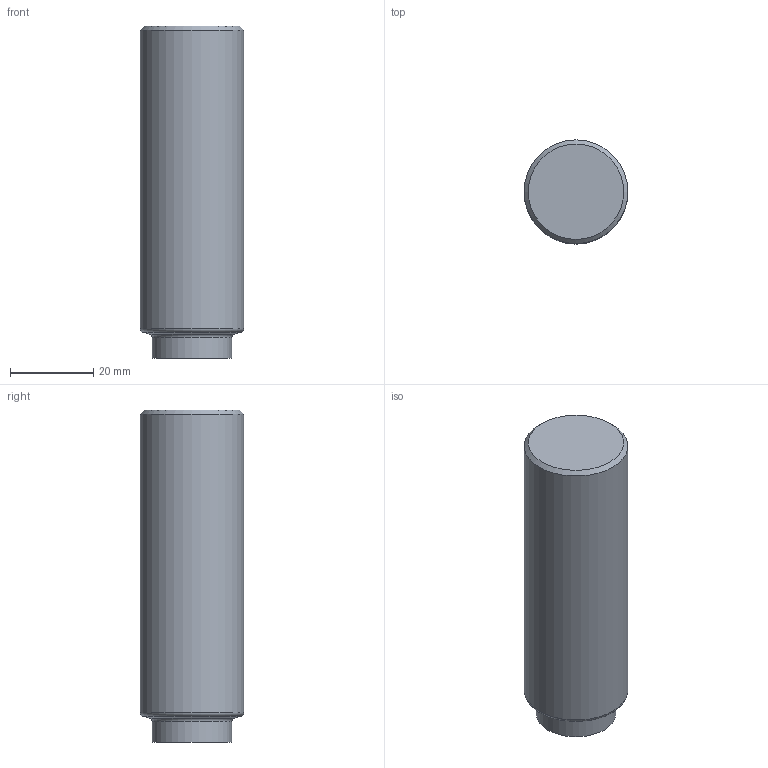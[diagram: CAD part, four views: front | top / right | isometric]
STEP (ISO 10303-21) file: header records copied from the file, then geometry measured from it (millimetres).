
FILE_DESCRIPTION(/* description */ ('3-D model version:1'),/* implementation_level */ '2;1');
FILE_NAME(/* name */ 'E20-A25-SS-080',/* time_stamp */ '2016-12-02T13:55:33',/* author */ ('InteractiveCad'),/* organization */ ('AB Sandvik Coromant'),/* preprocessor_version */ 'ST-DEVELOPER v11',/* originating_system */ 'SIEMENS UGS NX 6.0',/* authorization */ '');
FILE_SCHEMA(('AUTOMOTIVE_DESIGN'));
Length unit declared in the file: millimetre
Products named in the file (1): E20_A25_SS_080_634382108188037352_1_stp
Bounding box: 24.99 x 24.99 x 80 mm (x, y, z)
Volume: 35477.7 mm3; surface area: 7830.1 mm2
Topology: 1 solids, 1 shells, 22 faces, 43 edges, 23 vertices
Faces by surface type: cone 9, torus 7, cylinder 4, plane 2
Full cylindrical faces by diameter (mm): 9.25 x1, 14.715 x1, 19.2 x1, 24.994 x1
Entity records: 536 total; most frequent: DIRECTION 94, CARTESIAN_POINT 69, AXIS2_PLACEMENT_3D 47, FACE_BOUND 42, EDGE_LOOP 42, ORIENTED_EDGE 42, ADVANCED_FACE 22, VERTEX_POINT 22
